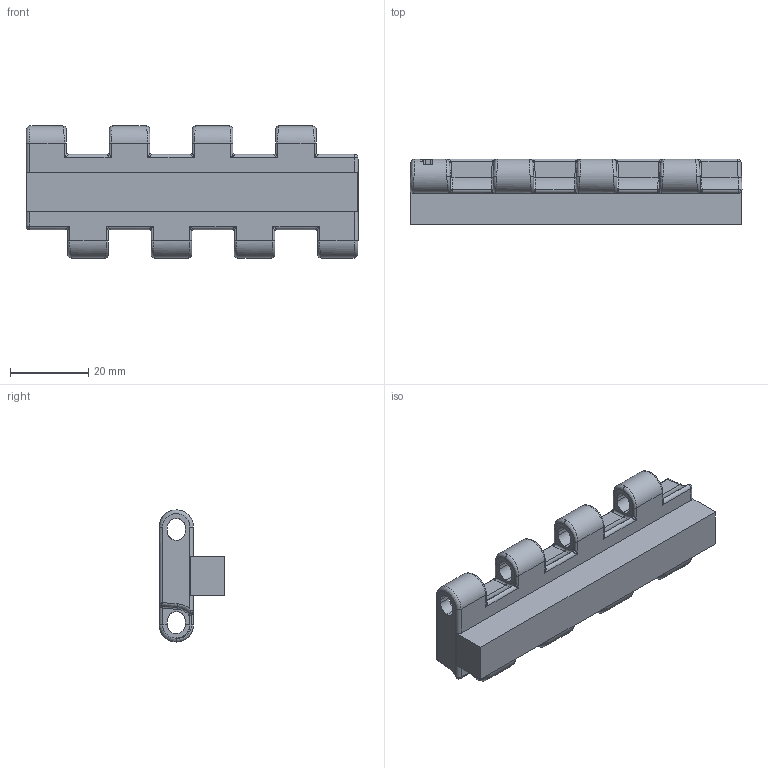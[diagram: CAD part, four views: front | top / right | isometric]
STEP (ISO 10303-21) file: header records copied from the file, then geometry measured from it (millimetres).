
FILE_DESCRIPTION (( 'STEP AP214' ), '1' );
FILE_NAME ('LF9253.1ET008.STEP', '2021-03-12T07:43:30', ( '' ), ( '' ), 'SwSTEP 2.0', 'SolidWorks 2019', '' );
FILE_SCHEMA (( 'AUTOMOTIVE_DESIGN' ));
Length unit declared in the file: millimetre
Products named in the file (1): LF9253.1ET008
Bounding box: 84.74 x 16.7 x 33.7 mm (x, y, z)
Volume: 18085.1 mm3; surface area: 10288.8 mm2
Topology: 1 solids, 1 shells, 597 faces, 1552 edges, 889 vertices
Faces by surface type: cylinder 246, bspline 178, plane 128, sphere 25, torus 20
Entity records: 26293 total; most frequent: CARTESIAN_POINT 14022, ORIENTED_EDGE 2996, DIRECTION 2074, EDGE_CURVE 1498, VERTEX_POINT 889, AXIS2_PLACEMENT_3D 766, EDGE_LOOP 603, FACE_OUTER_BOUND 597
